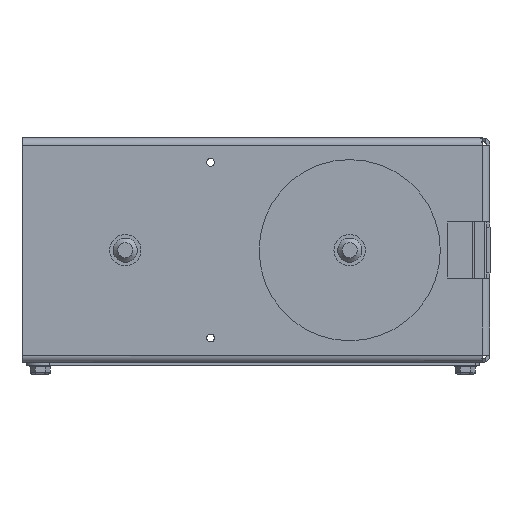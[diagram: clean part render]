
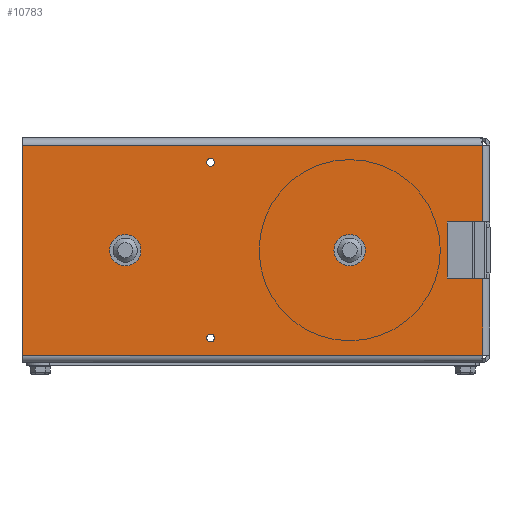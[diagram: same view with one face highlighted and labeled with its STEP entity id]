
A CAD part, front view. The second image highlights one B-rep face of the part: STEP entity #10783.
In plain terms, the highlighted planar face has unit normal (0, -1, 0).
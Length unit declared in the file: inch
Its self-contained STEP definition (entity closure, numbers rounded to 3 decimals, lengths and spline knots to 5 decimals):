
#434=FACE_BOUND('',#1868,.T.);
#435=FACE_BOUND('',#1869,.T.);
#436=FACE_BOUND('',#1870,.T.);
#437=FACE_BOUND('',#1871,.T.);
#682=CIRCLE('',#11667,0.28);
#684=CIRCLE('',#11670,0.28);
#686=CIRCLE('',#11673,0.07);
#688=CIRCLE('',#11676,0.07);
#1286=FACE_OUTER_BOUND('',#1867,.T.);
#1867=EDGE_LOOP('',(#7321,#7322,#7323,#7324,#7325,#7326,#7327,#7328,#7329,
#7330,#7331,#7332));
#1868=EDGE_LOOP('',(#7333));
#1869=EDGE_LOOP('',(#7334));
#1870=EDGE_LOOP('',(#7335));
#1871=EDGE_LOOP('',(#7336));
#2658=LINE('',#15782,#3588);
#2660=LINE('',#15788,#3590);
#2664=LINE('',#15798,#3594);
#2665=LINE('',#15800,#3595);
#2666=LINE('',#15802,#3596);
#2667=LINE('',#15804,#3597);
#2668=LINE('',#15806,#3598);
#2669=LINE('',#15808,#3599);
#2670=LINE('',#15810,#3600);
#2671=LINE('',#15812,#3601);
#2672=LINE('',#15814,#3602);
#2673=LINE('',#15815,#3603);
#3588=VECTOR('',#12850,0.3937);
#3590=VECTOR('',#12856,0.3937);
#3594=VECTOR('',#12864,0.3937);
#3595=VECTOR('',#12865,0.3937);
#3596=VECTOR('',#12866,0.3937);
#3597=VECTOR('',#12867,0.3937);
#3598=VECTOR('',#12868,0.3937);
#3599=VECTOR('',#12869,0.3937);
#3600=VECTOR('',#12870,0.3937);
#3601=VECTOR('',#12871,0.3937);
#3602=VECTOR('',#12872,0.3937);
#3603=VECTOR('',#12873,0.3937);
#4532=VERTEX_POINT('',#15754);
#4534=VERTEX_POINT('',#15760);
#4536=VERTEX_POINT('',#15766);
#4538=VERTEX_POINT('',#15772);
#4541=VERTEX_POINT('',#15779);
#4542=VERTEX_POINT('',#15781);
#4544=VERTEX_POINT('',#15787);
#4548=VERTEX_POINT('',#15797);
#4549=VERTEX_POINT('',#15799);
#4550=VERTEX_POINT('',#15801);
#4551=VERTEX_POINT('',#15803);
#4552=VERTEX_POINT('',#15805);
#4553=VERTEX_POINT('',#15807);
#4554=VERTEX_POINT('',#15809);
#4555=VERTEX_POINT('',#15811);
#4556=VERTEX_POINT('',#15813);
#5642=EDGE_CURVE('',#4532,#4532,#682,.T.);
#5645=EDGE_CURVE('',#4534,#4534,#684,.T.);
#5648=EDGE_CURVE('',#4536,#4536,#686,.T.);
#5651=EDGE_CURVE('',#4538,#4538,#688,.T.);
#5655=EDGE_CURVE('',#4541,#4542,#2658,.T.);
#5658=EDGE_CURVE('',#4544,#4542,#2660,.T.);
#5663=EDGE_CURVE('',#4548,#4541,#2664,.T.);
#5664=EDGE_CURVE('',#4549,#4548,#2665,.T.);
#5665=EDGE_CURVE('',#4550,#4549,#2666,.T.);
#5666=EDGE_CURVE('',#4551,#4550,#2667,.T.);
#5667=EDGE_CURVE('',#4551,#4552,#2668,.T.);
#5668=EDGE_CURVE('',#4552,#4553,#2669,.T.);
#5669=EDGE_CURVE('',#4553,#4554,#2670,.T.);
#5670=EDGE_CURVE('',#4554,#4555,#2671,.T.);
#5671=EDGE_CURVE('',#4555,#4556,#2672,.T.);
#5672=EDGE_CURVE('',#4556,#4544,#2673,.T.);
#7321=ORIENTED_EDGE('',*,*,#5655,.F.);
#7322=ORIENTED_EDGE('',*,*,#5663,.F.);
#7323=ORIENTED_EDGE('',*,*,#5664,.F.);
#7324=ORIENTED_EDGE('',*,*,#5665,.F.);
#7325=ORIENTED_EDGE('',*,*,#5666,.F.);
#7326=ORIENTED_EDGE('',*,*,#5667,.T.);
#7327=ORIENTED_EDGE('',*,*,#5668,.T.);
#7328=ORIENTED_EDGE('',*,*,#5669,.T.);
#7329=ORIENTED_EDGE('',*,*,#5670,.T.);
#7330=ORIENTED_EDGE('',*,*,#5671,.T.);
#7331=ORIENTED_EDGE('',*,*,#5672,.T.);
#7332=ORIENTED_EDGE('',*,*,#5658,.T.);
#7333=ORIENTED_EDGE('',*,*,#5642,.T.);
#7334=ORIENTED_EDGE('',*,*,#5645,.T.);
#7335=ORIENTED_EDGE('',*,*,#5648,.T.);
#7336=ORIENTED_EDGE('',*,*,#5651,.T.);
#10406=PLANE('',#11683);
#10783=ADVANCED_FACE('',(#1286,#434,#435,#436,#437),#10406,.T.);
#11667=AXIS2_PLACEMENT_3D('',#15755,#12820,#12821);
#11670=AXIS2_PLACEMENT_3D('',#15761,#12827,#12828);
#11673=AXIS2_PLACEMENT_3D('',#15767,#12834,#12835);
#11676=AXIS2_PLACEMENT_3D('',#15773,#12841,#12842);
#11683=AXIS2_PLACEMENT_3D('',#15796,#12862,#12863);
#12820=DIRECTION('center_axis',(0.,1.,0.));
#12821=DIRECTION('ref_axis',(-1.,0.,0.));
#12827=DIRECTION('center_axis',(0.,1.,0.));
#12828=DIRECTION('ref_axis',(-1.,0.,0.));
#12834=DIRECTION('center_axis',(0.,1.,0.));
#12835=DIRECTION('ref_axis',(-1.,0.,0.));
#12841=DIRECTION('center_axis',(0.,1.,0.));
#12842=DIRECTION('ref_axis',(-1.,0.,0.));
#12850=DIRECTION('',(0.,0.,-1.));
#12856=DIRECTION('',(1.,0.,0.));
#12862=DIRECTION('center_axis',(0.,-1.,0.));
#12863=DIRECTION('ref_axis',(0.,0.,-1.));
#12864=DIRECTION('',(1.,0.,0.));
#12865=DIRECTION('',(0.,0.,1.));
#12866=DIRECTION('',(-1.,0.,0.));
#12867=DIRECTION('',(0.,0.,-1.));
#12868=DIRECTION('',(-1.,0.,0.));
#12869=DIRECTION('',(0.,0.,1.));
#12870=DIRECTION('',(-1.,0.,0.));
#12871=DIRECTION('',(0.,0.,1.));
#12872=DIRECTION('',(1.,0.,0.));
#12873=DIRECTION('',(0.,0.,1.));
#15754=CARTESIAN_POINT('',(-2.22,-0.0635,0.));
#15755=CARTESIAN_POINT('Origin',(-2.5,-0.0635,
0.));
#15760=CARTESIAN_POINT('',(-6.22,-0.0635,0.));
#15761=CARTESIAN_POINT('Origin',(-6.5,-0.0635,
0.));
#15766=CARTESIAN_POINT('',(-4.91,-0.0635,-1.565));
#15767=CARTESIAN_POINT('Origin',(-4.98,-0.0635,-1.565));
#15772=CARTESIAN_POINT('',(-4.91,-0.0635,1.565));
#15773=CARTESIAN_POINT('Origin',(-4.98,-0.0635,1.565));
#15779=CARTESIAN_POINT('',(-0.127,-0.0635,1.873));
#15781=CARTESIAN_POINT('',(-0.127,-0.0635,0.505));
#15782=CARTESIAN_POINT('',(-0.127,-0.0635,0.));
#15787=CARTESIAN_POINT('',(-0.76,-0.0635,0.505));
#15788=CARTESIAN_POINT('',(0.,-0.0635,0.505));
#15796=CARTESIAN_POINT('Origin',(0.,-0.0635,0.));
#15797=CARTESIAN_POINT('',(-8.34,-0.0635,1.873));
#15798=CARTESIAN_POINT('',(-0.6063,-0.0635,1.873));
#15799=CARTESIAN_POINT('',(-8.34,-0.0635,-1.873));
#15800=CARTESIAN_POINT('',(-8.34,-0.0635,0.));
#15801=CARTESIAN_POINT('',(-0.127,-0.0635,-1.873));
#15802=CARTESIAN_POINT('',(-0.6063,-0.0635,-1.873));
#15803=CARTESIAN_POINT('',(-0.127,-0.0635,-0.505));
#15804=CARTESIAN_POINT('',(-0.127,-0.0635,0.));
#15805=CARTESIAN_POINT('',(-0.76,-0.0635,-0.505));
#15806=CARTESIAN_POINT('',(0.,-0.0635,-0.505));
#15807=CARTESIAN_POINT('',(-0.76,-0.0635,-0.475));
#15808=CARTESIAN_POINT('',(-0.76,-0.0635,-0.2275));
#15809=CARTESIAN_POINT('',(-0.7635,-0.0635,-0.475));
#15810=CARTESIAN_POINT('',(-0.38175,-0.0635,-0.475));
#15811=CARTESIAN_POINT('',(-0.7635,-0.0635,0.475));
#15812=CARTESIAN_POINT('',(-0.7635,-0.0635,0.2375));
#15813=CARTESIAN_POINT('',(-0.76,-0.0635,0.475));
#15814=CARTESIAN_POINT('',(-0.03175,-0.0635,0.475));
#15815=CARTESIAN_POINT('',(-0.76,-0.0635,0.2275));
